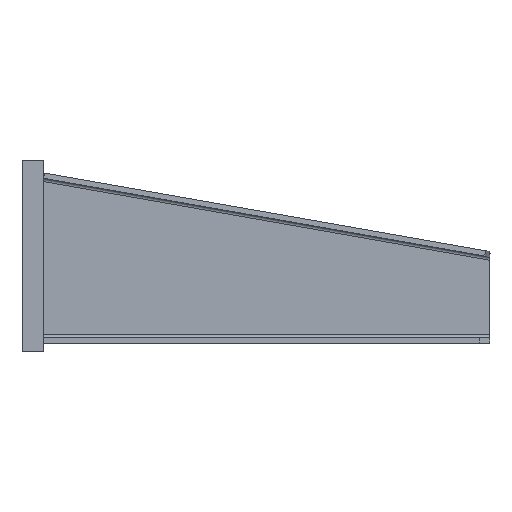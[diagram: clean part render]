
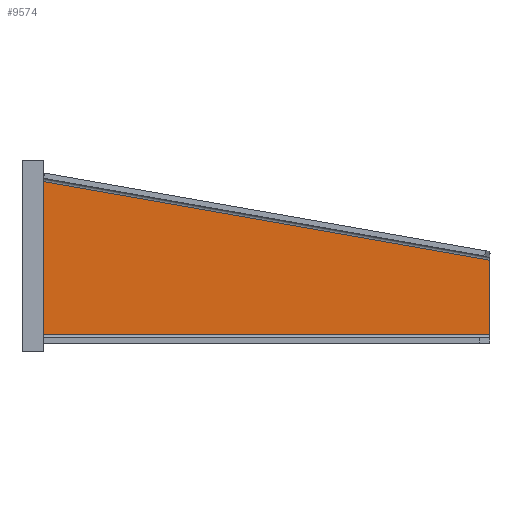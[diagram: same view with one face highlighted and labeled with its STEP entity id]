
A CAD part, top view. The second image highlights one B-rep face of the part: STEP entity #9574.
In plain terms, the highlighted planar face has unit normal (0, 0, 1).
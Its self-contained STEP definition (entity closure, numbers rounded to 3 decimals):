
#4790=DIRECTION('',(0.,1.,0.));
#4791=VECTOR('',#4790,72.061);
#4792=CARTESIAN_POINT('',(0.,29.69,0.));
#4793=LINE('',#4792,#4791);
#4798=DIRECTION('',(-0.985,0.173,0.));
#4799=VECTOR('',#4798,213.234);
#4800=CARTESIAN_POINT('',(210.,64.756,0.));
#4801=LINE('',#4800,#4799);
#4802=CARTESIAN_POINT('',(210.,64.756,0.));
#4813=CARTESIAN_POINT('',(0.,101.751,0.));
#4898=DIRECTION('',(0.,-1.,0.));
#4899=VECTOR('',#4898,35.066);
#4900=CARTESIAN_POINT('',(210.,64.756,0.));
#4901=LINE('',#4900,#4899);
#4916=DIRECTION('',(-1.,0.,0.));
#4917=VECTOR('',#4916,210.);
#4918=CARTESIAN_POINT('',(210.,29.69,0.));
#4919=LINE('',#4918,#4917);
#8239=VERTEX_POINT('',#4813);
#8378=VERTEX_POINT('',#4802);
#8452=CARTESIAN_POINT('',(210.,29.69,0.));
#8453=VERTEX_POINT('',#8452);
#8500=CARTESIAN_POINT('',(0.,29.69,0.));
#8501=VERTEX_POINT('',#8500);
#9560=CARTESIAN_POINT('',(0.,0.,0.));
#9561=DIRECTION('',(0.,0.,-1.));
#9562=DIRECTION('',(-1.,0.,0.));
#9563=AXIS2_PLACEMENT_3D('',#9560,#9561,#9562);
#9564=PLANE('',#9563);
#9566=ORIENTED_EDGE('',*,*,#9565,.F.);
#9568=ORIENTED_EDGE('',*,*,#9567,.T.);
#9570=ORIENTED_EDGE('',*,*,#9569,.T.);
#9571=ORIENTED_EDGE('',*,*,#9550,.T.);
#9572=EDGE_LOOP('',(#9566,#9568,#9570,#9571));
#9573=FACE_OUTER_BOUND('',#9572,.F.);
#9574=ADVANCED_FACE('',(#9573),#9564,.F.);
#9550=EDGE_CURVE('',#8501,#8239,#4793,.T.);
#9565=EDGE_CURVE('',#8378,#8239,#4801,.T.);
#9567=EDGE_CURVE('',#8378,#8453,#4901,.T.);
#9569=EDGE_CURVE('',#8453,#8501,#4919,.T.);
